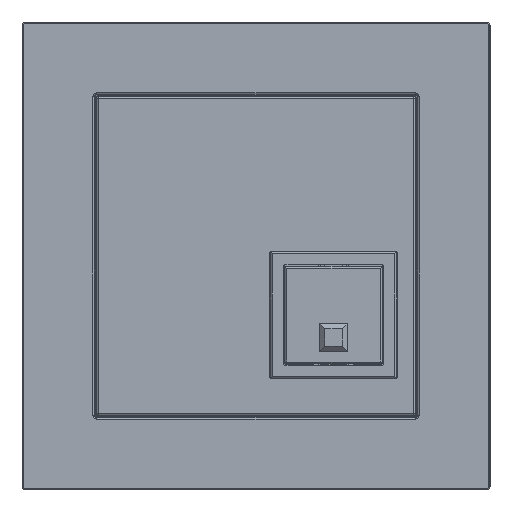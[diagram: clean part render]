
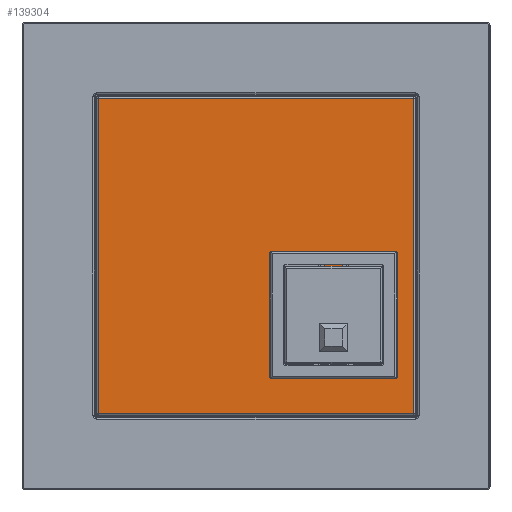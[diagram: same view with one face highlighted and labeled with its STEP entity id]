
A CAD part, top view. The second image highlights one B-rep face of the part: STEP entity #139304.
In plain terms, the highlighted face is planar.
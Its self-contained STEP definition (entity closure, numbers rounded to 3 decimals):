
#129598=DIRECTION('',(1.,0.,0.));
#129599=VECTOR('',#129598,54.881);
#129600=CARTESIAN_POINT('',(-27.44,6.2,27.44));
#129601=LINE('2134',#129600,#129599);
#129602=DIRECTION('',(0.,0.,1.));
#129603=VECTOR('',#129602,54.881);
#129604=CARTESIAN_POINT('',(-27.44,6.2,-27.44));
#129605=LINE('2137',#129604,#129603);
#129606=DIRECTION('',(-1.,0.,0.));
#129607=VECTOR('',#129606,54.881);
#129608=CARTESIAN_POINT('',(27.44,6.2,-27.44));
#129609=LINE('2142',#129608,#129607);
#129610=DIRECTION('',(0.,0.,-1.));
#129611=VECTOR('',#129610,54.881);
#129612=CARTESIAN_POINT('',(27.44,6.2,27.44));
#129613=LINE('2146',#129612,#129611);
#129614=DIRECTION('',(-1.,0.,0.));
#129615=VECTOR('',#129614,5.341);
#129616=CARTESIAN_POINT('',(21.8,6.2,0.7));
#129617=LINE('3012',#129616,#129615);
#129618=DIRECTION('',(-1.,0.,0.));
#129619=VECTOR('',#129618,3.);
#129620=CARTESIAN_POINT('',(15.,6.2,1.85));
#129621=LINE('3013',#129620,#129619);
#129622=DIRECTION('',(-1.,0.,0.));
#129623=VECTOR('',#129622,5.341);
#129624=CARTESIAN_POINT('',(10.541,6.2,0.7));
#129625=LINE('3014',#129624,#129623);
#129626=CARTESIAN_POINT('',(5.2,6.2,2.2));
#129627=DIRECTION('',(0.,1.,0.));
#129628=DIRECTION('',(0.,0.,-1.));
#129629=AXIS2_PLACEMENT_3D('',#129626,#129627,#129628);
#129631=DIRECTION('',(0.,0.,1.));
#129632=VECTOR('',#129631,16.6);
#129633=CARTESIAN_POINT('',(3.7,6.2,2.2));
#129634=LINE('2817',#129633,#129632);
#129635=CARTESIAN_POINT('',(5.2,6.2,18.8));
#129636=DIRECTION('',(0.,1.,0.));
#129637=DIRECTION('',(-1.,0.,0.));
#129638=AXIS2_PLACEMENT_3D('',#129635,#129636,#129637);
#129640=DIRECTION('',(1.,0.,0.));
#129641=VECTOR('',#129640,5.341);
#129642=CARTESIAN_POINT('',(5.2,6.2,20.3));
#129643=LINE('3015',#129642,#129641);
#129644=DIRECTION('',(1.,0.,0.));
#129645=VECTOR('',#129644,3.);
#129646=CARTESIAN_POINT('',(12.,6.2,19.15));
#129647=LINE('3016',#129646,#129645);
#129648=DIRECTION('',(1.,0.,0.));
#129649=VECTOR('',#129648,5.341);
#129650=CARTESIAN_POINT('',(16.459,6.2,20.3));
#129651=LINE('3017',#129650,#129649);
#129652=CARTESIAN_POINT('',(21.8,6.2,18.8));
#129653=DIRECTION('',(0.,1.,0.));
#129654=DIRECTION('',(0.,0.,1.));
#129655=AXIS2_PLACEMENT_3D('',#129652,#129653,#129654);
#129657=DIRECTION('',(0.,0.,-1.));
#129658=VECTOR('',#129657,16.6);
#129659=CARTESIAN_POINT('',(23.3,6.2,18.8));
#129660=LINE('2809',#129659,#129658);
#129661=CARTESIAN_POINT('',(21.8,6.2,2.2));
#129662=DIRECTION('',(0.,1.,0.));
#129663=DIRECTION('',(1.,0.,0.));
#129664=AXIS2_PLACEMENT_3D('',#129661,#129662,#129663);
#136718=CARTESIAN_POINT('',(10.541,6.2,18.8));
#136719=DIRECTION('',(0.,-1.,0.));
#136720=DIRECTION('',(0.972,0.,0.233));
#136721=AXIS2_PLACEMENT_3D('',#136718,#136719,#136720);
#136736=CARTESIAN_POINT('',(16.459,6.2,18.8));
#136737=DIRECTION('',(0.,-1.,0.));
#136738=DIRECTION('',(0.,0.,1.));
#136739=AXIS2_PLACEMENT_3D('',#136736,#136737,#136738);
#136770=CARTESIAN_POINT('',(16.459,6.2,2.2));
#136771=DIRECTION('',(0.,-1.,0.));
#136772=DIRECTION('',(-0.972,0.,-0.233));
#136773=AXIS2_PLACEMENT_3D('',#136770,#136771,#136772);
#136788=CARTESIAN_POINT('',(10.541,6.2,2.2));
#136789=DIRECTION('',(0.,-1.,0.));
#136790=DIRECTION('',(0.,0.,-1.));
#136791=AXIS2_PLACEMENT_3D('',#136788,#136789,#136790);
#137552=CARTESIAN_POINT('',(-27.44,6.2,27.44));
#137553=CARTESIAN_POINT('',(27.44,6.2,27.44));
#137554=VERTEX_POINT('',#137552);
#137555=VERTEX_POINT('',#137553);
#137562=CARTESIAN_POINT('',(-27.44,6.2,-27.44));
#137563=VERTEX_POINT('',#137562);
#137574=CARTESIAN_POINT('',(27.44,6.2,-27.44));
#137575=VERTEX_POINT('',#137574);
#137692=CARTESIAN_POINT('',(21.8,6.2,20.3));
#137693=CARTESIAN_POINT('',(23.3,6.2,18.8));
#137694=VERTEX_POINT('',#137692);
#137695=VERTEX_POINT('',#137693);
#137696=CARTESIAN_POINT('',(23.3,6.2,2.2));
#137697=VERTEX_POINT('',#137696);
#137698=CARTESIAN_POINT('',(21.8,6.2,0.7));
#137699=VERTEX_POINT('',#137698);
#137700=CARTESIAN_POINT('',(5.2,6.2,0.7));
#137701=CARTESIAN_POINT('',(3.7,6.2,2.2));
#137702=VERTEX_POINT('',#137700);
#137703=VERTEX_POINT('',#137701);
#137704=CARTESIAN_POINT('',(3.7,6.2,18.8));
#137705=VERTEX_POINT('',#137704);
#137706=CARTESIAN_POINT('',(5.2,6.2,20.3));
#137707=VERTEX_POINT('',#137706);
#137724=CARTESIAN_POINT('',(10.541,6.2,0.7));
#137726=VERTEX_POINT('',#137724);
#137728=CARTESIAN_POINT('',(12.,6.2,1.85));
#137730=VERTEX_POINT('',#137728);
#137732=CARTESIAN_POINT('',(15.,6.2,1.85));
#137734=VERTEX_POINT('',#137732);
#137736=CARTESIAN_POINT('',(16.459,6.2,0.7));
#137738=VERTEX_POINT('',#137736);
#137740=CARTESIAN_POINT('',(16.459,6.2,20.3));
#137742=VERTEX_POINT('',#137740);
#137744=CARTESIAN_POINT('',(15.,6.2,19.15));
#137746=VERTEX_POINT('',#137744);
#137748=CARTESIAN_POINT('',(10.541,6.2,20.3));
#137749=VERTEX_POINT('',#137748);
#137750=CARTESIAN_POINT('',(12.,6.2,19.15));
#137751=VERTEX_POINT('',#137750);
#139255=CARTESIAN_POINT('',(0.,6.2,0.));
#139256=DIRECTION('',(0.,1.,0.));
#139257=DIRECTION('',(0.,0.,-1.));
#139258=AXIS2_PLACEMENT_3D('',#139255,#139256,#139257);
#139259=PLANE('1930',#139258);
#139261=ORIENTED_EDGE('2134',*,*,#139260,.F.);
#139263=ORIENTED_EDGE('2137',*,*,#139262,.F.);
#139265=ORIENTED_EDGE('2142',*,*,#139264,.F.);
#139267=ORIENTED_EDGE('2146',*,*,#139266,.F.);
#139268=EDGE_LOOP('1930',(#139261,#139263,#139265,#139267));
#139269=FACE_OUTER_BOUND('1930',#139268,.F.);
#139271=ORIENTED_EDGE('3012',*,*,#139270,.T.);
#139273=ORIENTED_EDGE('3193',*,*,#139272,.F.);
#139275=ORIENTED_EDGE('3013',*,*,#139274,.T.);
#139277=ORIENTED_EDGE('3024',*,*,#139276,.F.);
#139279=ORIENTED_EDGE('3014',*,*,#139278,.T.);
#139281=ORIENTED_EDGE('2816',*,*,#139280,.T.);
#139283=ORIENTED_EDGE('2817',*,*,#139282,.T.);
#139285=ORIENTED_EDGE('2818',*,*,#139284,.T.);
#139287=ORIENTED_EDGE('3015',*,*,#139286,.T.);
#139289=ORIENTED_EDGE('3195',*,*,#139288,.F.);
#139291=ORIENTED_EDGE('3016',*,*,#139290,.T.);
#139293=ORIENTED_EDGE('3028',*,*,#139292,.F.);
#139295=ORIENTED_EDGE('3017',*,*,#139294,.T.);
#139297=ORIENTED_EDGE('2808',*,*,#139296,.T.);
#139299=ORIENTED_EDGE('2809',*,*,#139298,.T.);
#139301=ORIENTED_EDGE('2810',*,*,#139300,.T.);
#139302=EDGE_LOOP('1930',(#139271,#139273,#139275,#139277,#139279,#139281,
#139283,#139285,#139287,#139289,#139291,#139293,#139295,#139297,#139299,
#139301));
#139303=FACE_BOUND('1930',#139302,.F.);
#139304=ADVANCED_FACE('1930',(#139269,#139303),#139259,.T.);
#129630=CIRCLE('2816',#129629,1.5);
#129639=CIRCLE('2818',#129638,1.5);
#129656=CIRCLE('2808',#129655,1.5);
#129665=CIRCLE('2810',#129664,1.5);
#136722=CIRCLE('3195',#136721,1.5);
#136740=CIRCLE('3028',#136739,1.5);
#136774=CIRCLE('3193',#136773,1.5);
#136792=CIRCLE('3024',#136791,1.5);
#139260=EDGE_CURVE('2134',#137554,#137555,#129601,.T.);
#139262=EDGE_CURVE('2137',#137563,#137554,#129605,.T.);
#139264=EDGE_CURVE('2142',#137575,#137563,#129609,.T.);
#139266=EDGE_CURVE('2146',#137555,#137575,#129613,.T.);
#139270=EDGE_CURVE('3012',#137699,#137738,#129617,.T.);
#139272=EDGE_CURVE('3193',#137734,#137738,#136774,.T.);
#139274=EDGE_CURVE('3013',#137734,#137730,#129621,.T.);
#139276=EDGE_CURVE('3024',#137726,#137730,#136792,.T.);
#139278=EDGE_CURVE('3014',#137726,#137702,#129625,.T.);
#139280=EDGE_CURVE('2816',#137702,#137703,#129630,.T.);
#139282=EDGE_CURVE('2817',#137703,#137705,#129634,.T.);
#139284=EDGE_CURVE('2818',#137705,#137707,#129639,.T.);
#139286=EDGE_CURVE('3015',#137707,#137749,#129643,.T.);
#139288=EDGE_CURVE('3195',#137751,#137749,#136722,.T.);
#139290=EDGE_CURVE('3016',#137751,#137746,#129647,.T.);
#139292=EDGE_CURVE('3028',#137742,#137746,#136740,.T.);
#139294=EDGE_CURVE('3017',#137742,#137694,#129651,.T.);
#139296=EDGE_CURVE('2808',#137694,#137695,#129656,.T.);
#139298=EDGE_CURVE('2809',#137695,#137697,#129660,.T.);
#139300=EDGE_CURVE('2810',#137697,#137699,#129665,.T.);
